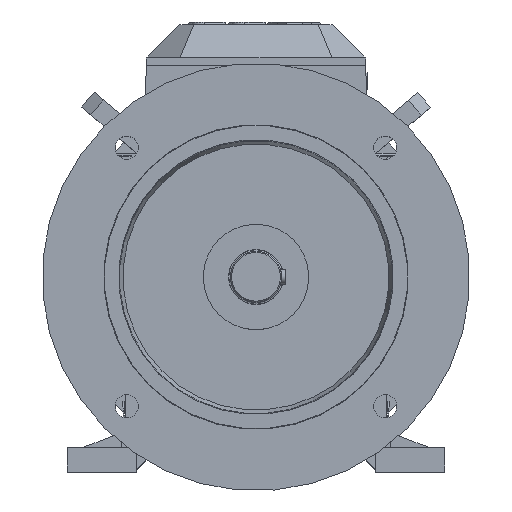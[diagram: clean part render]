
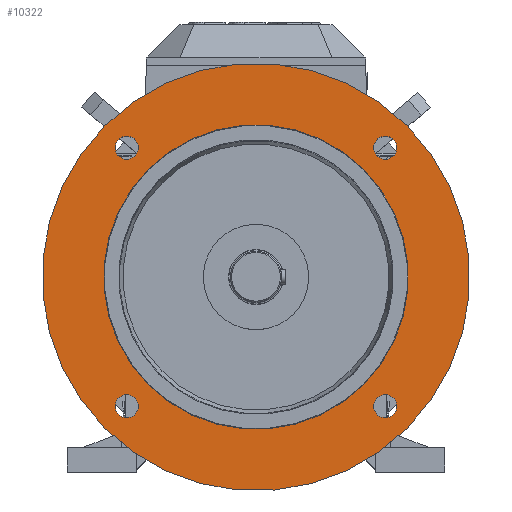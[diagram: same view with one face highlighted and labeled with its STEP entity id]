
A CAD part, top view. The second image highlights one B-rep face of the part: STEP entity #10322.
In plain terms, the highlighted planar face has unit normal (0, 0, 1).
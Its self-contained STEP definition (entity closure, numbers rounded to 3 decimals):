
#10184=CARTESIAN_POINT('',(88.39,88.388,79.));
#10185=VERTEX_POINT('',#10184);
#10186=CARTESIAN_POINT('',(0.001,0.,79.));
#10187=DIRECTION('',(0.0,0.0,-1.));
#10188=DIRECTION('',(0.191,0.982,0.0));
#10189=AXIS2_PLACEMENT_3D('',#10186,#10187,#10188);
#10190=CIRCLE('',#10189,125.);
#10191=EDGE_CURVE('',#10185,#10185,#10190,.T.);
#10215=CARTESIAN_POINT('',(115.567,106.066,79.));
#10216=VERTEX_POINT('',#10215);
#10217=CARTESIAN_POINT('',(106.067,106.066,79.));
#10218=DIRECTION('',(0.0,0.0,-1.0));
#10219=DIRECTION('',(0.829,0.559,0.0));
#10220=AXIS2_PLACEMENT_3D('',#10217,#10218,#10219);
#10221=CIRCLE('',#10220,9.5);
#10222=EDGE_CURVE('',#10216,#10216,#10221,.T.);
#10232=CARTESIAN_POINT('',(-106.065,115.566,79.));
#10233=VERTEX_POINT('',#10232);
#10234=CARTESIAN_POINT('',(-106.065,106.066,79.));
#10235=DIRECTION('',(0.0,0.0,-1.0));
#10236=DIRECTION('',(-0.559,0.829,0.0));
#10237=AXIS2_PLACEMENT_3D('',#10234,#10235,#10236);
#10238=CIRCLE('',#10237,9.5);
#10239=EDGE_CURVE('',#10233,#10233,#10238,.T.);
#10260=CARTESIAN_POINT('',(-115.565,-106.066,79.));
#10261=VERTEX_POINT('',#10260);
#10262=CARTESIAN_POINT('',(-106.065,-106.066,79.));
#10263=DIRECTION('',(0.0,0.0,-1.));
#10264=DIRECTION('',(-0.829,-0.559,0.0));
#10265=AXIS2_PLACEMENT_3D('',#10262,#10263,#10264);
#10266=CIRCLE('',#10265,9.5);
#10267=EDGE_CURVE('',#10261,#10261,#10266,.T.);
#10283=CARTESIAN_POINT('',(0.001,-193.076,79.));
#10284=DIRECTION('',(0.0,0.0,1.0));
#10285=DIRECTION('',(1.0,0.0,0.0));
#10286=AXIS2_PLACEMENT_3D('',#10283,#10284,#10285);
#10287=PLANE('',#10286);
#10288=CARTESIAN_POINT('',(124.116,124.114,79.));
#10289=VERTEX_POINT('',#10288);
#10290=CARTESIAN_POINT('',(0.001,0.,79.));
#10291=DIRECTION('',(0.0,0.0,-1.));
#10292=DIRECTION('',(0.191,0.982,0.0));
#10293=AXIS2_PLACEMENT_3D('',#10290,#10291,#10292);
#10294=CIRCLE('',#10293,175.524);
#10295=EDGE_CURVE('',#10289,#10289,#10294,.T.);
#10296=ORIENTED_EDGE('',*,*,#10295,.F.);
#10297=EDGE_LOOP('',(#10296));
#10298=FACE_OUTER_BOUND('',#10297,.T.);
#10299=CARTESIAN_POINT('',(106.067,-115.566,79.));
#10300=VERTEX_POINT('',#10299);
#10301=CARTESIAN_POINT('',(106.067,-106.066,79.));
#10302=DIRECTION('',(0.0,0.0,-1.));
#10303=DIRECTION('',(0.559,-0.829,0.0));
#10304=AXIS2_PLACEMENT_3D('',#10301,#10302,#10303);
#10305=CIRCLE('',#10304,9.5);
#10306=EDGE_CURVE('',#10300,#10300,#10305,.T.);
#10307=ORIENTED_EDGE('',*,*,#10306,.T.);
#10308=EDGE_LOOP('',(#10307));
#10309=FACE_BOUND('',#10308,.T.);
#10310=ORIENTED_EDGE('',*,*,#10267,.T.);
#10311=EDGE_LOOP('',(#10310));
#10312=FACE_BOUND('',#10311,.T.);
#10313=ORIENTED_EDGE('',*,*,#10239,.T.);
#10314=EDGE_LOOP('',(#10313));
#10315=FACE_BOUND('',#10314,.T.);
#10316=ORIENTED_EDGE('',*,*,#10222,.T.);
#10317=EDGE_LOOP('',(#10316));
#10318=FACE_BOUND('',#10317,.T.);
#10319=ORIENTED_EDGE('',*,*,#10191,.T.);
#10320=EDGE_LOOP('',(#10319));
#10321=FACE_BOUND('',#10320,.T.);
#10322=ADVANCED_FACE('',(#10298,#10309,#10312,#10315,#10318,#10321),#10287,.T.);
